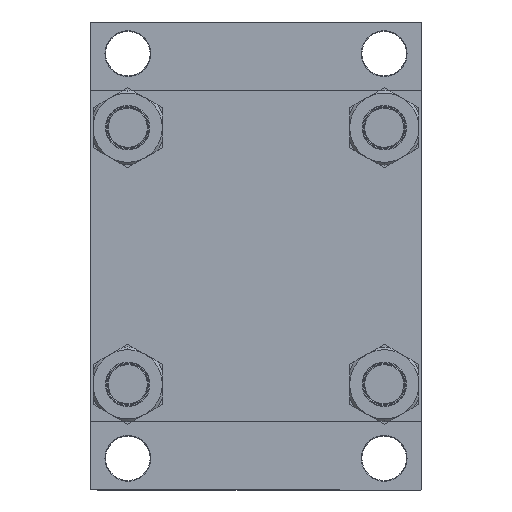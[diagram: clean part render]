
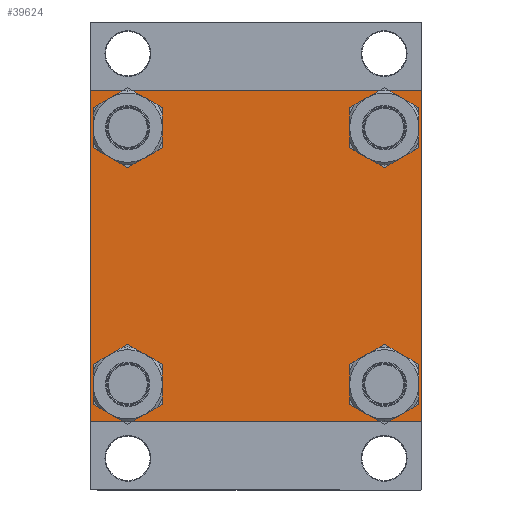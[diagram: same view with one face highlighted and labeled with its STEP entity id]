
A CAD part, left-side view. The second image highlights one B-rep face of the part: STEP entity #39624.
In plain terms, the highlighted planar face has unit normal (-1, 0, 0).
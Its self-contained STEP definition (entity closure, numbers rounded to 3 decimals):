
#53 = VERTEX_POINT ( 'NONE', #28920 ) ;
#858 = VERTEX_POINT ( 'NONE', #31762 ) ;
#930 = VERTEX_POINT ( 'NONE', #2962 ) ;
#1265 = VERTEX_POINT ( 'NONE', #30193 ) ;
#1614 = FACE_OUTER_BOUND ( 'NONE', #37778, .T. ) ;
#1958 = CARTESIAN_POINT ( 'NONE',  ( 0., -95.1, -110.6 ) ) ;
#2128 = ORIENTED_EDGE ( 'NONE', *, *, #18647, .T. ) ;
#2245 = CARTESIAN_POINT ( 'NONE',  ( 0., 122.5, -122. ) ) ;
#2838 = DIRECTION ( 'NONE',  ( 0., 0., -1. ) ) ;
#2872 = CARTESIAN_POINT ( 'NONE',  ( 0., 122.25, -122.25 ) ) ;
#2907 = LINE ( 'NONE', #18241, #15248 ) ;
#2962 = CARTESIAN_POINT ( 'NONE',  ( 0., 95.1, -110.6 ) ) ;
#4141 = DIRECTION ( 'NONE',  ( 0., 0., 1. ) ) ;
#4234 = VECTOR ( 'NONE', #38318, 1000. ) ;
#4616 = CARTESIAN_POINT ( 'NONE',  ( 0., 95.1, 95.1 ) ) ;
#4655 = LINE ( 'NONE', #41262, #4234 ) ;
#4797 = AXIS2_PLACEMENT_3D ( 'NONE', #21761, #47382, #13953 ) ;
#4808 = EDGE_LOOP ( 'NONE', ( #18761, #23453 ) ) ;
#4855 = EDGE_CURVE ( 'NONE', #18162, #33734, #13567, .T. ) ;
#5111 = ORIENTED_EDGE ( 'NONE', *, *, #4855, .T. ) ;
#5247 = DIRECTION ( 'NONE',  ( 1., 0., 0. ) ) ;
#5517 = DIRECTION ( 'NONE',  ( 0., 0., 1. ) ) ;
#5646 = CARTESIAN_POINT ( 'NONE',  ( 0., -122., 122.5 ) ) ;
#6058 = DIRECTION ( 'NONE',  ( 0., -0.707, -0.707 ) ) ;
#6475 = EDGE_CURVE ( 'NONE', #30544, #8955, #37523, .T. ) ;
#7611 = EDGE_LOOP ( 'NONE', ( #2128, #34733 ) ) ;
#7741 = ORIENTED_EDGE ( 'NONE', *, *, #22301, .T. ) ;
#8955 = VERTEX_POINT ( 'NONE', #39471 ) ;
#9393 = VECTOR ( 'NONE', #2838, 1000. ) ;
#9645 = PLANE ( 'NONE',  #20801 ) ;
#10653 = CIRCLE ( 'NONE', #10695, 15.5 ) ;
#10695 = AXIS2_PLACEMENT_3D ( 'NONE', #4616, #26075, #4141 ) ;
#11054 = DIRECTION ( 'NONE',  ( 0., 0.707, 0.707 ) ) ;
#11102 = CARTESIAN_POINT ( 'NONE',  ( 0., 95.1, -79.6 ) ) ;
#11217 = CIRCLE ( 'NONE', #36173, 15.5 ) ;
#11404 = ORIENTED_EDGE ( 'NONE', *, *, #40666, .F. ) ;
#11438 = DIRECTION ( 'NONE',  ( 1., 0., 0. ) ) ;
#11838 = EDGE_CURVE ( 'NONE', #930, #32510, #34154, .T. ) ;
#13117 = AXIS2_PLACEMENT_3D ( 'NONE', #31241, #16819, #28531 ) ;
#13567 = LINE ( 'NONE', #28451, #9393 ) ;
#13654 = CARTESIAN_POINT ( 'NONE',  ( 0., -122., -122.5 ) ) ;
#13953 = DIRECTION ( 'NONE',  ( 0., 0., 1. ) ) ;
#14443 = ORIENTED_EDGE ( 'NONE', *, *, #40286, .T. ) ;
#14469 = EDGE_CURVE ( 'NONE', #53, #45348, #47181, .T. ) ;
#15184 = CARTESIAN_POINT ( 'NONE',  ( 0., -122.25, 122.25 ) ) ;
#15248 = VECTOR ( 'NONE', #40473, 1000. ) ;
#15347 = ORIENTED_EDGE ( 'NONE', *, *, #34228, .T. ) ;
#16021 = AXIS2_PLACEMENT_3D ( 'NONE', #30846, #5247, #31330 ) ;
#16470 = CARTESIAN_POINT ( 'NONE',  ( 0., 0., 0. ) ) ;
#16541 = CARTESIAN_POINT ( 'NONE',  ( 0., 95.1, 79.6 ) ) ;
#16643 = CARTESIAN_POINT ( 'NONE',  ( 0., 122.5, 122. ) ) ;
#16704 = FACE_BOUND ( 'NONE', #7611, .T. ) ;
#16819 = DIRECTION ( 'NONE',  ( 1., 0., 0. ) ) ;
#17426 = DIRECTION ( 'NONE',  ( -1., 0., 0. ) ) ;
#17427 = LINE ( 'NONE', #20624, #29024 ) ;
#17684 = VECTOR ( 'NONE', #6058, 1000. ) ;
#18162 = VERTEX_POINT ( 'NONE', #16643 ) ;
#18241 = CARTESIAN_POINT ( 'NONE',  ( 0., -122.25, -122.25 ) ) ;
#18559 = VERTEX_POINT ( 'NONE', #32921 ) ;
#18589 = ORIENTED_EDGE ( 'NONE', *, *, #6475, .T. ) ;
#18647 = EDGE_CURVE ( 'NONE', #18559, #1265, #41370, .T. ) ;
#18761 = ORIENTED_EDGE ( 'NONE', *, *, #43354, .T. ) ;
#20257 = ORIENTED_EDGE ( 'NONE', *, *, #30391, .T. ) ;
#20624 = CARTESIAN_POINT ( 'NONE',  ( 0., 122.25, 122.25 ) ) ;
#20801 = AXIS2_PLACEMENT_3D ( 'NONE', #16470, #17426, #5517 ) ;
#21104 = FACE_BOUND ( 'NONE', #21694, .T. ) ;
#21473 = VECTOR ( 'NONE', #46446, 1000. ) ;
#21694 = EDGE_LOOP ( 'NONE', ( #31252, #18589 ) ) ;
#21761 = CARTESIAN_POINT ( 'NONE',  ( 0., -95.1, -95.1 ) ) ;
#22259 = CIRCLE ( 'NONE', #16021, 15.5 ) ;
#22301 = EDGE_CURVE ( 'NONE', #27566, #18162, #17427, .T. ) ;
#22919 = EDGE_LOOP ( 'NONE', ( #42476, #44988 ) ) ;
#23372 = CARTESIAN_POINT ( 'NONE',  ( 0., -95.1, 95.1 ) ) ;
#23453 = ORIENTED_EDGE ( 'NONE', *, *, #11838, .T. ) ;
#23829 = ORIENTED_EDGE ( 'NONE', *, *, #32942, .T. ) ;
#24047 = FACE_BOUND ( 'NONE', #4808, .T. ) ;
#24581 = LINE ( 'NONE', #2872, #17684 ) ;
#25613 = VERTEX_POINT ( 'NONE', #27731 ) ;
#26075 = DIRECTION ( 'NONE',  ( 1., 0., 0. ) ) ;
#26139 = AXIS2_PLACEMENT_3D ( 'NONE', #45656, #30527, #45409 ) ;
#27566 = VERTEX_POINT ( 'NONE', #40972 ) ;
#27671 = DIRECTION ( 'NONE',  ( 0., 0., 1. ) ) ;
#27731 = CARTESIAN_POINT ( 'NONE',  ( 0., -122.5, 122. ) ) ;
#28181 = LINE ( 'NONE', #31852, #33301 ) ;
#28451 = CARTESIAN_POINT ( 'NONE',  ( 0., 122.5, 122.5 ) ) ;
#28531 = DIRECTION ( 'NONE',  ( 0., 0., 1. ) ) ;
#28920 = CARTESIAN_POINT ( 'NONE',  ( 0., 95.1, 110.6 ) ) ;
#29024 = VECTOR ( 'NONE', #32321, 1000. ) ;
#29452 = CARTESIAN_POINT ( 'NONE',  ( 0., -122.5, -122. ) ) ;
#30193 = CARTESIAN_POINT ( 'NONE',  ( 0., -95.1, 79.6 ) ) ;
#30391 = EDGE_CURVE ( 'NONE', #858, #39102, #4655, .T. ) ;
#30527 = DIRECTION ( 'NONE',  ( 1., 0., 0. ) ) ;
#30544 = VERTEX_POINT ( 'NONE', #1958 ) ;
#30560 = EDGE_CURVE ( 'NONE', #8955, #30544, #11217, .T. ) ;
#30846 = CARTESIAN_POINT ( 'NONE',  ( 0., -95.1, 95.1 ) ) ;
#31241 = CARTESIAN_POINT ( 'NONE',  ( 0., 95.1, -95.1 ) ) ;
#31252 = ORIENTED_EDGE ( 'NONE', *, *, #30560, .T. ) ;
#31330 = DIRECTION ( 'NONE',  ( 0., 0., 1. ) ) ;
#31573 = CARTESIAN_POINT ( 'NONE',  ( 0., 122.5, 122.5 ) ) ;
#31630 = AXIS2_PLACEMENT_3D ( 'NONE', #46208, #35723, #27671 ) ;
#31762 = CARTESIAN_POINT ( 'NONE',  ( 0., 122., -122.5 ) ) ;
#31852 = CARTESIAN_POINT ( 'NONE',  ( 0., -122.5, 122.5 ) ) ;
#32321 = DIRECTION ( 'NONE',  ( 0., 0.707, -0.707 ) ) ;
#32510 = VERTEX_POINT ( 'NONE', #11102 ) ;
#32662 = EDGE_CURVE ( 'NONE', #1265, #18559, #22259, .T. ) ;
#32681 = EDGE_CURVE ( 'NONE', #27566, #44273, #46203, .T. ) ;
#32921 = CARTESIAN_POINT ( 'NONE',  ( 0., -95.1, 110.6 ) ) ;
#32942 = EDGE_CURVE ( 'NONE', #25613, #44273, #47885, .T. ) ;
#33301 = VECTOR ( 'NONE', #36239, 1000. ) ;
#33734 = VERTEX_POINT ( 'NONE', #2245 ) ;
#34154 = CIRCLE ( 'NONE', #13117, 15.5 ) ;
#34228 = EDGE_CURVE ( 'NONE', #39102, #46666, #2907, .T. ) ;
#34733 = ORIENTED_EDGE ( 'NONE', *, *, #32662, .T. ) ;
#34905 = DIRECTION ( 'NONE',  ( 0., 0., 1. ) ) ;
#35723 = DIRECTION ( 'NONE',  ( 1., 0., 0. ) ) ;
#36173 = AXIS2_PLACEMENT_3D ( 'NONE', #47058, #42947, #34905 ) ;
#36239 = DIRECTION ( 'NONE',  ( 0., 0., -1. ) ) ;
#37523 = CIRCLE ( 'NONE', #4797, 15.5 ) ;
#37778 = EDGE_LOOP ( 'NONE', ( #5111, #14443, #20257, #15347, #11404, #23829, #39532, #7741 ) ) ;
#38318 = DIRECTION ( 'NONE',  ( 0., -1., 0. ) ) ;
#38940 = FACE_BOUND ( 'NONE', #22919, .T. ) ;
#39042 = AXIS2_PLACEMENT_3D ( 'NONE', #23372, #11438, #41698 ) ;
#39102 = VERTEX_POINT ( 'NONE', #13654 ) ;
#39471 = CARTESIAN_POINT ( 'NONE',  ( 0., -95.1, -79.6 ) ) ;
#39532 = ORIENTED_EDGE ( 'NONE', *, *, #32681, .F. ) ;
#39624 = ADVANCED_FACE ( 'NONE', ( #16704, #21104, #24047, #38940, #1614 ), #9645, .T. ) ;
#40158 = CIRCLE ( 'NONE', #26139, 15.5 ) ;
#40286 = EDGE_CURVE ( 'NONE', #33734, #858, #24581, .T. ) ;
#40473 = DIRECTION ( 'NONE',  ( 0., -0.707, 0.707 ) ) ;
#40666 = EDGE_CURVE ( 'NONE', #25613, #46666, #28181, .T. ) ;
#40972 = CARTESIAN_POINT ( 'NONE',  ( 0., 122., 122.5 ) ) ;
#41262 = CARTESIAN_POINT ( 'NONE',  ( 0., 122.5, -122.5 ) ) ;
#41370 = CIRCLE ( 'NONE', #39042, 15.5 ) ;
#41698 = DIRECTION ( 'NONE',  ( 0., 0., 1. ) ) ;
#42476 = ORIENTED_EDGE ( 'NONE', *, *, #14469, .T. ) ;
#42947 = DIRECTION ( 'NONE',  ( 1., 0., 0. ) ) ;
#43354 = EDGE_CURVE ( 'NONE', #32510, #930, #40158, .T. ) ;
#44273 = VERTEX_POINT ( 'NONE', #5646 ) ;
#44988 = ORIENTED_EDGE ( 'NONE', *, *, #46479, .T. ) ;
#45348 = VERTEX_POINT ( 'NONE', #16541 ) ;
#45409 = DIRECTION ( 'NONE',  ( 0., 0., 1. ) ) ;
#45624 = VECTOR ( 'NONE', #11054, 1000. ) ;
#45656 = CARTESIAN_POINT ( 'NONE',  ( 0., 95.1, -95.1 ) ) ;
#46203 = LINE ( 'NONE', #31573, #21473 ) ;
#46208 = CARTESIAN_POINT ( 'NONE',  ( 0., 95.1, 95.1 ) ) ;
#46446 = DIRECTION ( 'NONE',  ( 0., -1., 0. ) ) ;
#46479 = EDGE_CURVE ( 'NONE', #45348, #53, #10653, .T. ) ;
#46666 = VERTEX_POINT ( 'NONE', #29452 ) ;
#47058 = CARTESIAN_POINT ( 'NONE',  ( 0., -95.1, -95.1 ) ) ;
#47181 = CIRCLE ( 'NONE', #31630, 15.5 ) ;
#47382 = DIRECTION ( 'NONE',  ( 1., 0., 0. ) ) ;
#47885 = LINE ( 'NONE', #15184, #45624 ) ;
